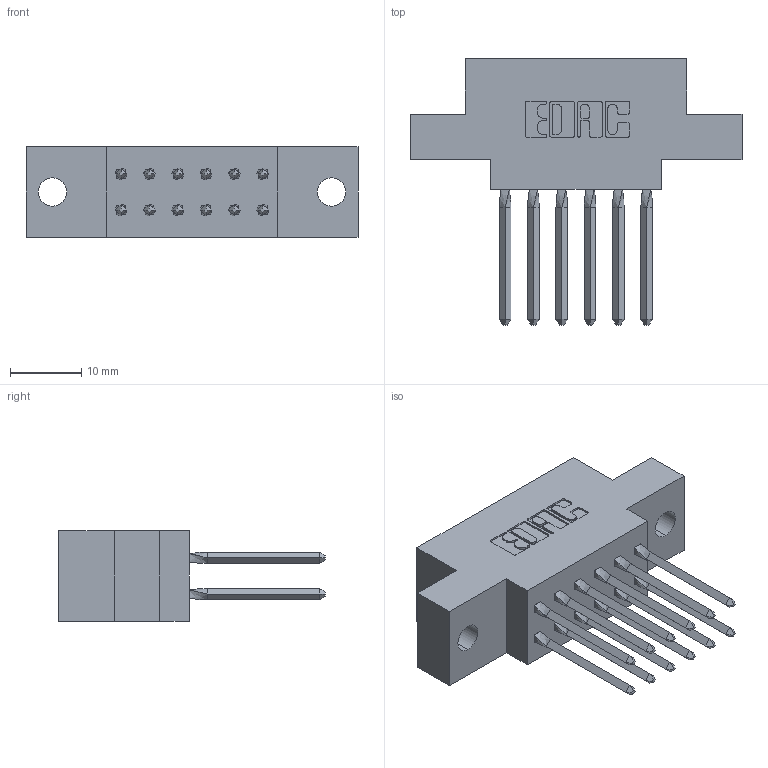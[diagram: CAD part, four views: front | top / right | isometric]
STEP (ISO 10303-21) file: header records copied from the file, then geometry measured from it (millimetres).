
FILE_DESCRIPTION (( 'STEP AP203' ), '1' );
FILE_NAME ('317-012-542-804.STEP', '2020-02-27T14:10:35', ( '' ), ( '' ), 'SwSTEP 2.0', 'SolidWorks 2016', '' );
FILE_SCHEMA (( 'CONFIG_CONTROL_DESIGN' ));
Length unit declared in the file: inch
Products named in the file (3): 317-012-542-804; 317-290-003_542; 317 Part_.156 Dia - TH
Assembly tree (13 placements, depth 2):
  317-012-542-804
    317 Part_.156 Dia - TH
    317-290-003_542  x12
Bounding box: 46.48 x 37.34 x 12.7 mm (x, y, z)
Volume: 6385.7 mm3; surface area: 7541.9 mm2
Topology: 13 solids, 13 shells, 786 faces, 2195 edges, 1406 vertices
Faces by surface type: plane 610, cylinder 128, bspline 48
Entity records: 12715 total; most frequent: CARTESIAN_POINT 2461, ORIENTED_EDGE 2124, DIRECTION 1850, EDGE_CURVE 1062, VECTOR 892, LINE 892, VERTEX_POINT 702, AXIS2_PLACEMENT_3D 479
